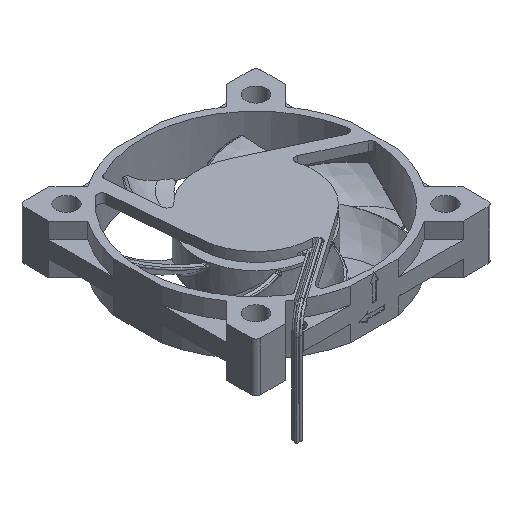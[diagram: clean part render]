
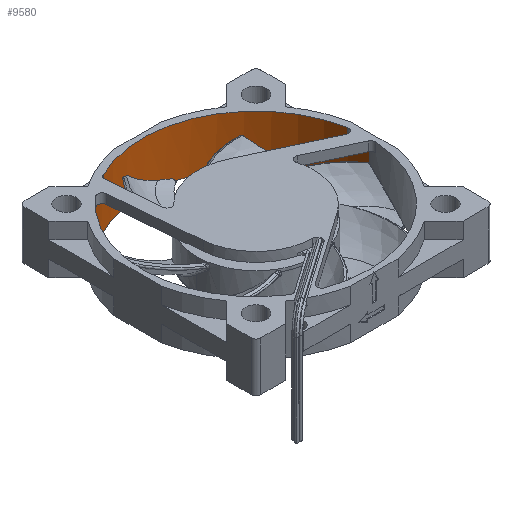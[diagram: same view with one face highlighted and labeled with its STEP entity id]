
A CAD part, isometric view. The second image highlights one B-rep face of the part: STEP entity #9580.
In plain terms, the highlighted cylindrical face has radius 24 mm (diameter 48 mm), a partial arc.
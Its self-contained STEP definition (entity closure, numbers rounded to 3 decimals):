
#664 = CARTESIAN_POINT ( 'NONE',  ( 0., 0., 3.2 ) ) ;
#982 = CARTESIAN_POINT ( 'NONE',  ( 0., 0., 5.2 ) ) ;
#1023 = AXIS2_PLACEMENT_3D ( 'NONE', #8786, #10437, #12102 ) ;
#1160 = AXIS2_PLACEMENT_3D ( 'NONE', #664, #2022, #9629 ) ;
#1493 = CYLINDRICAL_SURFACE ( 'NONE', #2891, 24. ) ;
#1905 = VERTEX_POINT ( 'NONE', #15273 ) ;
#1970 = LINE ( 'NONE', #8410, #9397 ) ;
#2017 = CARTESIAN_POINT ( 'NONE',  ( -24., 0., -5.2 ) ) ;
#2022 = DIRECTION ( 'NONE',  ( 0., 0., 1. ) ) ;
#2193 = CARTESIAN_POINT ( 'NONE',  ( 24., 0., -5.2 ) ) ;
#2379 = CIRCLE ( 'NONE', #15479, 24. ) ;
#2462 = CARTESIAN_POINT ( 'NONE',  ( 23.611, 4.303, 5.2 ) ) ;
#2659 = LINE ( 'NONE', #11543, #10483 ) ;
#2891 = AXIS2_PLACEMENT_3D ( 'NONE', #7458, #13410, #5996 ) ;
#2895 = DIRECTION ( 'NONE',  ( -1., 0., 0. ) ) ;
#2915 = EDGE_CURVE ( 'NONE', #10852, #17848, #7298, .T. ) ;
#3484 = LINE ( 'NONE', #2017, #16620 ) ;
#3511 = ORIENTED_EDGE ( 'NONE', *, *, #2915, .F. ) ;
#4193 = DIRECTION ( 'NONE',  ( -1., 0., 0. ) ) ;
#4450 = DIRECTION ( 'NONE',  ( 0., 0., -1. ) ) ;
#4920 = VERTEX_POINT ( 'NONE', #10247 ) ;
#5032 = CIRCLE ( 'NONE', #15655, 24. ) ;
#5042 = DIRECTION ( 'NONE',  ( 0., 0., 1. ) ) ;
#5126 = DIRECTION ( 'NONE',  ( -0.453, 0.891, 0. ) ) ;
#5366 = EDGE_LOOP ( 'NONE', ( #5973, #3511, #5659, #17568, #14083, #5729, #12029, #7029, #14400, #7427 ) ) ;
#5659 = ORIENTED_EDGE ( 'NONE', *, *, #15658, .T. ) ;
#5729 = ORIENTED_EDGE ( 'NONE', *, *, #7863, .F. ) ;
#5973 = ORIENTED_EDGE ( 'NONE', *, *, #8081, .F. ) ;
#5996 = DIRECTION ( 'NONE',  ( 1., 0., 0. ) ) ;
#6154 = CARTESIAN_POINT ( 'NONE',  ( -15.532, 18.296, 5.2 ) ) ;
#6185 = EDGE_CURVE ( 'NONE', #10760, #7105, #2659, .T. ) ;
#6244 = CARTESIAN_POINT ( 'NONE',  ( 0., 0., 3.2 ) ) ;
#6424 = EDGE_CURVE ( 'NONE', #4920, #15644, #2379, .T. ) ;
#6707 = EDGE_CURVE ( 'NONE', #7105, #18458, #18953, .T. ) ;
#7029 = ORIENTED_EDGE ( 'NONE', *, *, #6185, .T. ) ;
#7105 = VERTEX_POINT ( 'NONE', #17499 ) ;
#7298 = LINE ( 'NONE', #15998, #18294 ) ;
#7427 = ORIENTED_EDGE ( 'NONE', *, *, #9689, .F. ) ;
#7458 = CARTESIAN_POINT ( 'NONE',  ( 0., 0., -5.2 ) ) ;
#7513 = DIRECTION ( 'NONE',  ( 0., 0., 1. ) ) ;
#7749 = CARTESIAN_POINT ( 'NONE',  ( -10.88, 21.392, 3.2 ) ) ;
#7863 = EDGE_CURVE ( 'NONE', #13718, #4920, #3484, .T. ) ;
#8081 = EDGE_CURVE ( 'NONE', #17848, #9719, #18806, .T. ) ;
#8378 = EDGE_CURVE ( 'NONE', #15644, #1905, #10223, .T. ) ;
#8410 = CARTESIAN_POINT ( 'NONE',  ( 23.611, 4.303, 5.2 ) ) ;
#8492 = AXIS2_PLACEMENT_3D ( 'NONE', #6244, #7513, #5126 ) ;
#8786 = CARTESIAN_POINT ( 'NONE',  ( 0., 0., 5.2 ) ) ;
#8958 = DIRECTION ( 'NONE',  ( 0., 0., -1. ) ) ;
#9397 = VECTOR ( 'NONE', #14180, 1000. ) ;
#9580 = ADVANCED_FACE ( 'NONE', ( #17634 ), #1493, .F. ) ;
#9629 = DIRECTION ( 'NONE',  ( 1., 0., 0. ) ) ;
#9689 = EDGE_CURVE ( 'NONE', #9719, #18458, #1970, .T. ) ;
#9719 = VERTEX_POINT ( 'NONE', #2462 ) ;
#10223 = LINE ( 'NONE', #19144, #13788 ) ;
#10247 = CARTESIAN_POINT ( 'NONE',  ( -24., 0., 5.2 ) ) ;
#10437 = DIRECTION ( 'NONE',  ( 0., 0., -1. ) ) ;
#10483 = VECTOR ( 'NONE', #14861, 1000. ) ;
#10760 = VERTEX_POINT ( 'NONE', #2193 ) ;
#10852 = VERTEX_POINT ( 'NONE', #7749 ) ;
#11516 = CARTESIAN_POINT ( 'NONE',  ( -24., 0., -5.2 ) ) ;
#11543 = CARTESIAN_POINT ( 'NONE',  ( 24., 0., -5.2 ) ) ;
#11684 = CARTESIAN_POINT ( 'NONE',  ( 0., 0., -5.2 ) ) ;
#12029 = ORIENTED_EDGE ( 'NONE', *, *, #13976, .T. ) ;
#12102 = DIRECTION ( 'NONE',  ( -0.453, 0.891, 0. ) ) ;
#12861 = CIRCLE ( 'NONE', #8492, 24. ) ;
#13083 = DIRECTION ( 'NONE',  ( 0., 0., -1. ) ) ;
#13410 = DIRECTION ( 'NONE',  ( 0., 0., 1. ) ) ;
#13718 = VERTEX_POINT ( 'NONE', #11516 ) ;
#13788 = VECTOR ( 'NONE', #8958, 1000. ) ;
#13976 = EDGE_CURVE ( 'NONE', #13718, #10760, #5032, .T. ) ;
#14083 = ORIENTED_EDGE ( 'NONE', *, *, #6424, .F. ) ;
#14180 = DIRECTION ( 'NONE',  ( 0., 0., -1. ) ) ;
#14319 = CARTESIAN_POINT ( 'NONE',  ( -10.88, 21.392, 5.2 ) ) ;
#14400 = ORIENTED_EDGE ( 'NONE', *, *, #6707, .T. ) ;
#14432 = DIRECTION ( 'NONE',  ( 0., 0., 1. ) ) ;
#14861 = DIRECTION ( 'NONE',  ( 0., 0., 1. ) ) ;
#15273 = CARTESIAN_POINT ( 'NONE',  ( -15.532, 18.296, 3.2 ) ) ;
#15348 = CARTESIAN_POINT ( 'NONE',  ( 23.611, 4.303, 3.2 ) ) ;
#15479 = AXIS2_PLACEMENT_3D ( 'NONE', #982, #13083, #4193 ) ;
#15644 = VERTEX_POINT ( 'NONE', #6154 ) ;
#15655 = AXIS2_PLACEMENT_3D ( 'NONE', #11684, #4450, #2895 ) ;
#15658 = EDGE_CURVE ( 'NONE', #10852, #1905, #12861, .T. ) ;
#15998 = CARTESIAN_POINT ( 'NONE',  ( -10.88, 21.392, 3.2 ) ) ;
#16620 = VECTOR ( 'NONE', #5042, 1000. ) ;
#17499 = CARTESIAN_POINT ( 'NONE',  ( 24., 0., 3.2 ) ) ;
#17568 = ORIENTED_EDGE ( 'NONE', *, *, #8378, .F. ) ;
#17634 = FACE_OUTER_BOUND ( 'NONE', #5366, .T. ) ;
#17848 = VERTEX_POINT ( 'NONE', #14319 ) ;
#18294 = VECTOR ( 'NONE', #14432, 1000. ) ;
#18458 = VERTEX_POINT ( 'NONE', #15348 ) ;
#18806 = CIRCLE ( 'NONE', #1023, 24. ) ;
#18953 = CIRCLE ( 'NONE', #1160, 24. ) ;
#19144 = CARTESIAN_POINT ( 'NONE',  ( -15.532, 18.296, 5.2 ) ) ;
